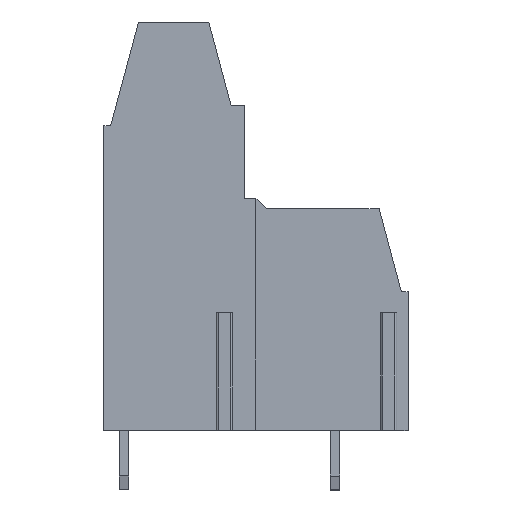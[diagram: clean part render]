
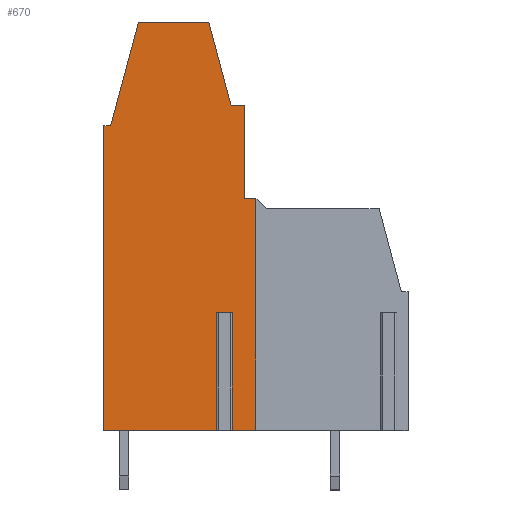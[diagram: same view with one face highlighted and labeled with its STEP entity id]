
A CAD part, top view. The second image highlights one B-rep face of the part: STEP entity #670.
In plain terms, the highlighted planar face has unit normal (0, 0, 1).
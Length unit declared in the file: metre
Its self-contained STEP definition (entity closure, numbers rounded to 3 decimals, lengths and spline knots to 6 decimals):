
#670=ADVANCED_FACE('',(#1458),#1459,.F.);
#1458=FACE_OUTER_BOUND('',#2355,.T.);
#1459=PLANE('',#2356);
#2355=EDGE_LOOP('',(#4329,#4330,#4331,#4332,#4333,#4334,#4335,#4336,#4337,#4338,#4339,#4340,#4341,#4342));
#2356=AXIS2_PLACEMENT_3D('',#4343,#4344,#4345);
#4329=ORIENTED_EDGE('',*,*,#6045,.F.);
#4330=ORIENTED_EDGE('',*,*,#6046,.F.);
#4331=ORIENTED_EDGE('',*,*,#5279,.F.);
#4332=ORIENTED_EDGE('',*,*,#6047,.F.);
#4333=ORIENTED_EDGE('',*,*,#6048,.F.);
#4334=ORIENTED_EDGE('',*,*,#6049,.T.);
#4335=ORIENTED_EDGE('',*,*,#5903,.F.);
#4336=ORIENTED_EDGE('',*,*,#6050,.F.);
#4337=ORIENTED_EDGE('',*,*,#6019,.F.);
#4338=ORIENTED_EDGE('',*,*,#5631,.F.);
#4339=ORIENTED_EDGE('',*,*,#5664,.F.);
#4340=ORIENTED_EDGE('',*,*,#5795,.F.);
#4341=ORIENTED_EDGE('',*,*,#6051,.F.);
#4342=ORIENTED_EDGE('',*,*,#5993,.F.);
#4343=CARTESIAN_POINT('',(0.066885,-0.069397,0.002319));
#4344=DIRECTION('',(0.0,0.0,-1.0));
#4345=DIRECTION('',(0.0,-1.0,0.0));
#5279=EDGE_CURVE('',#6321,#6323,#6324,.T.);
#5631=EDGE_CURVE('',#6920,#6922,#6923,.T.);
#5664=EDGE_CURVE('',#6970,#6920,#6972,.T.);
#5795=EDGE_CURVE('',#7173,#6970,#7175,.T.);
#5903=EDGE_CURVE('',#7315,#7317,#7318,.T.);
#5993=EDGE_CURVE('',#7431,#7429,#7433,.T.);
#6019=EDGE_CURVE('',#6922,#7468,#7469,.T.);
#6045=EDGE_CURVE('',#7500,#7431,#7501,.T.);
#6046=EDGE_CURVE('',#6323,#7500,#7502,.T.);
#6047=EDGE_CURVE('',#7503,#6321,#7504,.T.);
#6048=EDGE_CURVE('',#7505,#7503,#7506,.T.);
#6049=EDGE_CURVE('',#7505,#7317,#7507,.T.);
#6050=EDGE_CURVE('',#7468,#7315,#7508,.T.);
#6051=EDGE_CURVE('',#7429,#7173,#7509,.T.);
#6321=VERTEX_POINT('',#7837);
#6323=VERTEX_POINT('',#7840);
#6324=LINE('',#7841,#7842);
#6920=VERTEX_POINT('',#8682);
#6922=VERTEX_POINT('',#8685);
#6923=LINE('',#8686,#8687);
#6970=VERTEX_POINT('',#8757);
#6972=LINE('',#8760,#8761);
#7173=VERTEX_POINT('',#9047);
#7175=LINE('',#9050,#9051);
#7315=VERTEX_POINT('',#9264);
#7317=VERTEX_POINT('',#9267);
#7318=LINE('',#9268,#9269);
#7429=VERTEX_POINT('',#9426);
#7431=VERTEX_POINT('',#9429);
#7433=LINE('',#9432,#9433);
#7468=VERTEX_POINT('',#9480);
#7469=LINE('',#9481,#9482);
#7500=VERTEX_POINT('',#9527);
#7501=LINE('',#9528,#9529);
#7502=LINE('',#9530,#9531);
#7503=VERTEX_POINT('',#9532);
#7504=LINE('',#9533,#9534);
#7505=VERTEX_POINT('',#9535);
#7506=LINE('',#9536,#9537);
#7507=LINE('',#9538,#9539);
#7508=LINE('',#9540,#9541);
#7509=LINE('',#9542,#9543);
#7837=CARTESIAN_POINT('',(0.012866,-0.046029,0.002319));
#7840=CARTESIAN_POINT('',(0.012866,-0.024029,0.002319));
#7841=CARTESIAN_POINT('',(0.012866,-0.024029,0.002319));
#7842=VECTOR('',#9855,1.0);
#8682=CARTESIAN_POINT('',(0.023066,-0.029279,0.002319));
#8685=CARTESIAN_POINT('',(0.023866,-0.029279,0.002319));
#8686=CARTESIAN_POINT('',(0.024116,-0.029279,0.002319));
#8687=VECTOR('',#10209,1.0);
#8757=CARTESIAN_POINT('',(0.023066,-0.022529,0.002319));
#8760=CARTESIAN_POINT('',(0.023066,-0.029279,0.002319));
#8761=VECTOR('',#10237,1.0);
#9047=CARTESIAN_POINT('',(0.022066,-0.022529,0.002319));
#9050=CARTESIAN_POINT('',(0.023066,-0.022529,0.002319));
#9051=VECTOR('',#10381,1.0);
#9264=CARTESIAN_POINT('',(0.021972,-0.046029,0.002319));
#9267=CARTESIAN_POINT('',(0.021972,-0.037529,0.002319));
#9268=CARTESIAN_POINT('',(0.021972,-0.069397,0.002319));
#9269=VECTOR('',#10468,1.0);
#9426=CARTESIAN_POINT('',(0.020458,-0.016529,0.002319));
#9429=CARTESIAN_POINT('',(0.015375,-0.016529,0.002319));
#9432=CARTESIAN_POINT('',(0.020458,-0.016529,0.002319));
#9433=VECTOR('',#10562,1.0);
#9480=CARTESIAN_POINT('',(0.023866,-0.046029,0.002319));
#9481=CARTESIAN_POINT('',(0.023866,-0.069397,0.002319));
#9482=VECTOR('',#10587,1.0);
#9527=CARTESIAN_POINT('',(0.013366,-0.024029,0.002319));
#9528=CARTESIAN_POINT('',(0.015375,-0.016529,0.002319));
#9529=VECTOR('',#10605,1.0);
#9530=CARTESIAN_POINT('',(0.013366,-0.024029,0.002319));
#9531=VECTOR('',#10606,1.0);
#9532=CARTESIAN_POINT('',(0.02116,-0.046029,0.002319));
#9533=CARTESIAN_POINT('',(0.012866,-0.046029,0.002319));
#9534=VECTOR('',#10607,1.0);
#9535=CARTESIAN_POINT('',(0.02116,-0.037529,0.002319));
#9536=CARTESIAN_POINT('',(0.02116,-0.069397,0.002319));
#9537=VECTOR('',#10608,1.0);
#9538=CARTESIAN_POINT('',(0.066885,-0.037529,0.002319));
#9539=VECTOR('',#10609,1.0);
#9540=CARTESIAN_POINT('',(0.012866,-0.046029,0.002319));
#9541=VECTOR('',#10610,1.0);
#9542=CARTESIAN_POINT('',(0.022066,-0.022529,0.002319));
#9543=VECTOR('',#10611,1.0);
#9855=DIRECTION('',(0.0,1.0,0.0));
#10209=DIRECTION('',(1.0,0.0,0.0));
#10237=DIRECTION('',(0.0,-1.0,0.0));
#10381=DIRECTION('',(1.0,0.0,0.0));
#10468=DIRECTION('',(0.,1.0,0.0));
#10562=DIRECTION('',(1.0,0.,0.0));
#10587=DIRECTION('',(0.0,-1.0,0.0));
#10605=DIRECTION('',(0.259,0.966,0.0));
#10606=DIRECTION('',(1.0,0.,0.0));
#10607=DIRECTION('',(-1.0,0.0,0.0));
#10608=DIRECTION('',(0.,-1.0,0.0));
#10609=DIRECTION('',(1.0,0.,0.0));
#10610=DIRECTION('',(-1.0,0.0,0.0));
#10611=DIRECTION('',(0.259,-0.966,0.0));
